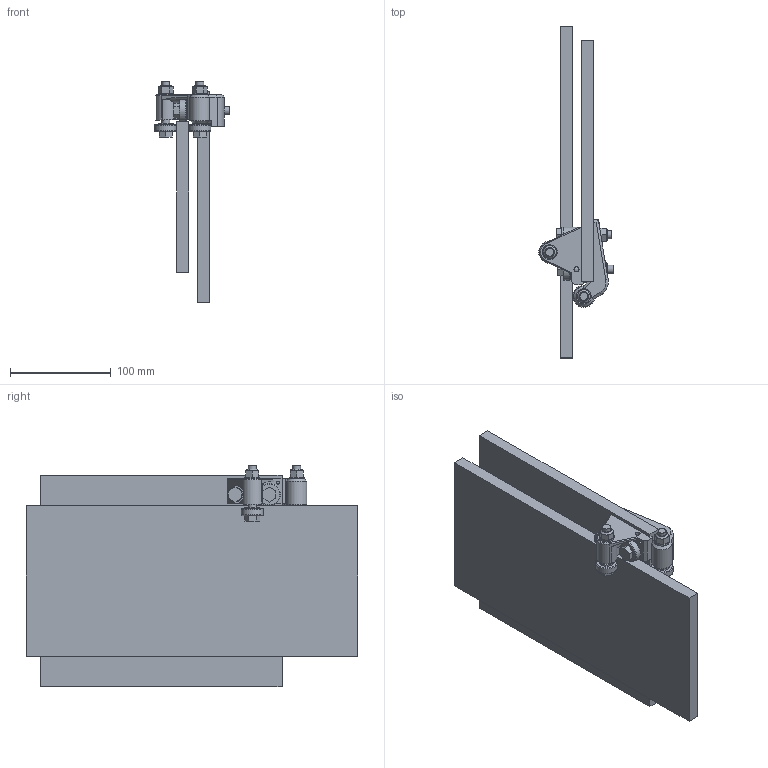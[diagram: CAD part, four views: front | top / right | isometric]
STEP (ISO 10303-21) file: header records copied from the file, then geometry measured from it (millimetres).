
FILE_DESCRIPTION(/* description */ (''),/* implementation_level */ '2;1');
FILE_NAME(/* name */ '97ca59dd-ddb1-400b-b15b-1d86ee4e7f6d.stp',/* time_stamp */ '2020-04-14T21:29:38+00:00',/* author */ (''),/* organization */ (''),/* preprocessor_version */ 'ST-DEVELOPER v18.1',/* originating_system */ 'Autodesk Translation Framework v9.2.0.1227',/* authorisation */ '');
FILE_SCHEMA (('AUTOMOTIVE_DESIGN { 1 0 10303 214 3 1 1 }'));
Length unit declared in the file: millimetre
Products named in the file (12): Roller_holder; Axis plate; Carriage plate; Alt front; front_holder; Combi_back; M8x45_2; 608 bearing; Large washer M8 DIN 9021; Locknut m8 DIN 985; Din 125 washer M8; M8x50 DIN 912
Assembly tree (24 placements, depth 3):
  Roller_holder
    Axis plate
    Carriage plate
    Alt front
      608 bearing
      Din 125 washer M8  x2
      M8x45_2
      Locknut m8 DIN 985
      front_holder
    Combi_back
      Din 125 washer M8  x4
      608 bearing  x2
      M8x45_2
      Locknut m8 DIN 985  x3
      M8x50 DIN 912  x2
      Large washer M8 DIN 9021  x2
Bounding box: 74.4 x 330 x 220 mm (x, y, z)
Volume: 1278950.9 mm3; surface area: 258981.7 mm2
Topology: 23 solids, 23 shells, 238 faces, 574 edges, 387 vertices
Faces by surface type: plane 167, cylinder 50, torus 12, cone 9
Full cylindrical faces by diameter (mm): 3 x1, 5 x2, 8 x11, 8.2 x6, 8.5 x7, 15 x6, 22 x3, 24 x2, 25 x2
Entity records: 4482 total; most frequent: CARTESIAN_POINT 799, DIRECTION 746, ORIENTED_EDGE 642, EDGE_CURVE 321, AXIS2_PLACEMENT_3D 269, VERTEX_POINT 214, LINE 208, VECTOR 208
